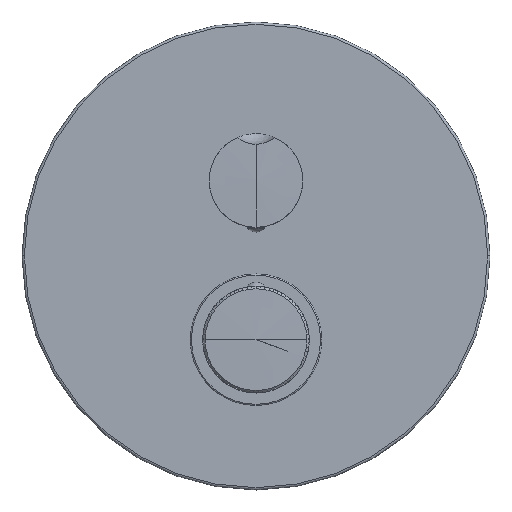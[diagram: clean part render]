
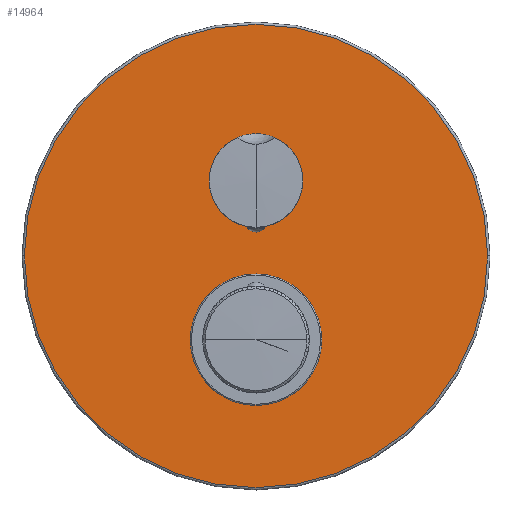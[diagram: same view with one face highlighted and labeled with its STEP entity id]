
A CAD part, top view. The second image highlights one B-rep face of the part: STEP entity #14964.
In plain terms, the highlighted planar face has unit normal (0, 0, 1).
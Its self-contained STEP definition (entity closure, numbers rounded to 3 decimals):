
#14118=CARTESIAN_POINT('',(0.,35.8,-2.));
#14119=DIRECTION('',(0.,0.,1.));
#14120=DIRECTION('',(1.,0.,0.));
#14121=AXIS2_PLACEMENT_3D('',#14118,#14119,#14120);
#14123=CARTESIAN_POINT('',(0.,35.8,-2.));
#14124=DIRECTION('',(0.,0.,1.));
#14125=DIRECTION('',(-1.,0.,0.));
#14126=AXIS2_PLACEMENT_3D('',#14123,#14124,#14125);
#14128=CARTESIAN_POINT('',(0.,68.,-2.));
#14129=DIRECTION('',(0.,0.,-1.));
#14130=DIRECTION('',(-1.,0.,0.));
#14131=AXIS2_PLACEMENT_3D('',#14128,#14129,#14130);
#14133=CARTESIAN_POINT('',(0.,68.,-2.));
#14134=DIRECTION('',(0.,0.,-1.));
#14135=DIRECTION('',(1.,0.,0.));
#14136=AXIS2_PLACEMENT_3D('',#14133,#14134,#14135);
#14138=CARTESIAN_POINT('',(0.,0.,-2.));
#14139=DIRECTION('',(0.,0.,-1.));
#14140=DIRECTION('',(-1.,0.,0.));
#14141=AXIS2_PLACEMENT_3D('',#14138,#14139,#14140);
#14143=CARTESIAN_POINT('',(0.,0.,-2.));
#14144=DIRECTION('',(0.,0.,-1.));
#14145=DIRECTION('',(1.,0.,0.));
#14146=AXIS2_PLACEMENT_3D('',#14143,#14144,#14145);
#14667=CARTESIAN_POINT('',(99.,35.8,-2.));
#14668=CARTESIAN_POINT('',(-99.,35.8,-2.));
#14669=VERTEX_POINT('',#14667);
#14670=VERTEX_POINT('',#14668);
#14731=CARTESIAN_POINT('',(-12.55,68.,-2.));
#14732=CARTESIAN_POINT('',(12.55,68.,-2.));
#14733=VERTEX_POINT('',#14731);
#14734=VERTEX_POINT('',#14732);
#14787=CARTESIAN_POINT('',(-27.6,0.,-2.));
#14788=CARTESIAN_POINT('',(27.6,0.,-2.));
#14789=VERTEX_POINT('',#14787);
#14790=VERTEX_POINT('',#14788);
#14942=CARTESIAN_POINT('',(0.,35.8,-2.));
#14943=DIRECTION('',(0.,0.,-1.));
#14944=DIRECTION('',(-1.,0.,0.));
#14945=AXIS2_PLACEMENT_3D('',#14942,#14943,#14944);
#14946=PLANE('',#14945);
#14948=ORIENTED_EDGE('',*,*,#14947,.F.);
#14950=ORIENTED_EDGE('',*,*,#14949,.F.);
#14951=EDGE_LOOP('',(#14948,#14950));
#14952=FACE_OUTER_BOUND('',#14951,.F.);
#14954=ORIENTED_EDGE('',*,*,#14953,.F.);
#14956=ORIENTED_EDGE('',*,*,#14955,.F.);
#14957=EDGE_LOOP('',(#14954,#14956));
#14958=FACE_BOUND('',#14957,.F.);
#14960=ORIENTED_EDGE('',*,*,#14959,.F.);
#14961=ORIENTED_EDGE('',*,*,#14925,.F.);
#14962=EDGE_LOOP('',(#14960,#14961));
#14963=FACE_BOUND('',#14962,.F.);
#14964=ADVANCED_FACE('',(#14952,#14958,#14963),#14946,.F.);
#14122=CIRCLE('',#14121,99.);
#14127=CIRCLE('',#14126,99.);
#14132=CIRCLE('',#14131,12.55);
#14137=CIRCLE('',#14136,12.55);
#14142=CIRCLE('',#14141,27.6);
#14147=CIRCLE('',#14146,27.6);
#14925=EDGE_CURVE('',#14790,#14789,#14147,.T.);
#14947=EDGE_CURVE('',#14669,#14670,#14122,.T.);
#14949=EDGE_CURVE('',#14670,#14669,#14127,.T.);
#14953=EDGE_CURVE('',#14733,#14734,#14132,.T.);
#14955=EDGE_CURVE('',#14734,#14733,#14137,.T.);
#14959=EDGE_CURVE('',#14789,#14790,#14142,.T.);
